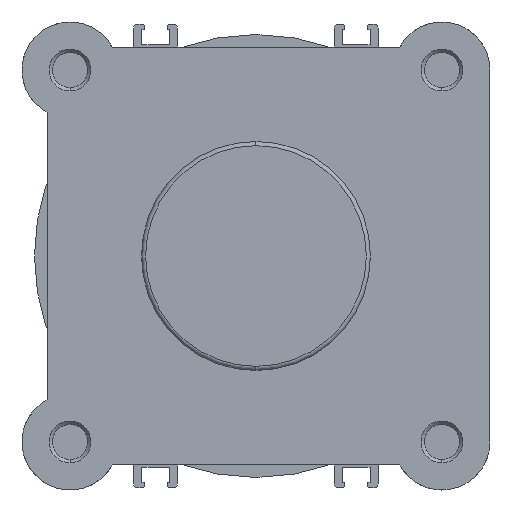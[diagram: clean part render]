
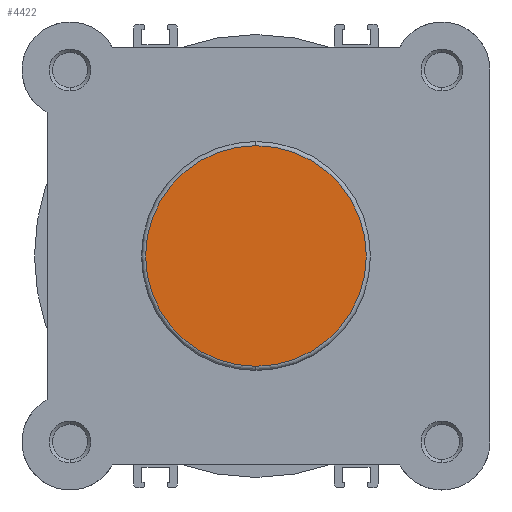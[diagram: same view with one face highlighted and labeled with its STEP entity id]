
A CAD part, left-side view. The second image highlights one B-rep face of the part: STEP entity #4422.
In plain terms, the highlighted planar face has unit normal (-1, 0, 0).
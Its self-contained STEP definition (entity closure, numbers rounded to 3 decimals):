
#813 = EDGE_LOOP ( 'NONE', ( #1870, #1869 ) ) ;
#1009 = VERTEX_POINT ( 'NONE', #2832 ) ;
#1085 = VERTEX_POINT ( 'NONE', #2904 ) ;
#1869 = ORIENTED_EDGE ( 'NONE', *, *, #7014, .T. ) ;
#1870 = ORIENTED_EDGE ( 'NONE', *, *, #7032, .T. ) ;
#2431 = FACE_OUTER_BOUND ( 'NONE', #813, .T. ) ;
#2509 = CIRCLE ( 'NONE', #4627, 26.4 ) ;
#2534 = CIRCLE ( 'NONE', #4652, 26.4 ) ;
#2832 = CARTESIAN_POINT ( 'NONE',  ( 0., 0., -26.4 ) ) ;
#2904 = CARTESIAN_POINT ( 'NONE',  ( 0., 0., 26.4 ) ) ;
#4422 = ADVANCED_FACE ( 'NONE', ( #2431 ), #4996, .F. ) ;
#4611 = AXIS2_PLACEMENT_3D ( 'NONE', #4999, #5005, #5006 ) ;
#4627 = AXIS2_PLACEMENT_3D ( 'NONE', #5130, #5131, #5132 ) ;
#4652 = AXIS2_PLACEMENT_3D ( 'NONE', #5176, #5178, #5179 ) ;
#4996 = PLANE ( 'NONE',  #4611 ) ;
#4999 = CARTESIAN_POINT ( 'NONE',  ( 0., 27.4, 0. ) ) ;
#5005 = DIRECTION ( 'NONE',  ( 1., 0., 0. ) ) ;
#5006 = DIRECTION ( 'NONE',  ( 0., 0., -1. ) ) ;
#5130 = CARTESIAN_POINT ( 'NONE',  ( 0., 0., 0. ) ) ;
#5131 = DIRECTION ( 'NONE',  ( -1., 0., 0. ) ) ;
#5132 = DIRECTION ( 'NONE',  ( 0., 0., -1. ) ) ;
#5176 = CARTESIAN_POINT ( 'NONE',  ( 0., 0., 0. ) ) ;
#5178 = DIRECTION ( 'NONE',  ( -1., 0., 0. ) ) ;
#5179 = DIRECTION ( 'NONE',  ( 0., 0., -1. ) ) ;
#7014 = EDGE_CURVE ( 'NONE', #1085, #1009, #2509, .T. ) ;
#7032 = EDGE_CURVE ( 'NONE', #1009, #1085, #2534, .T. ) ;
